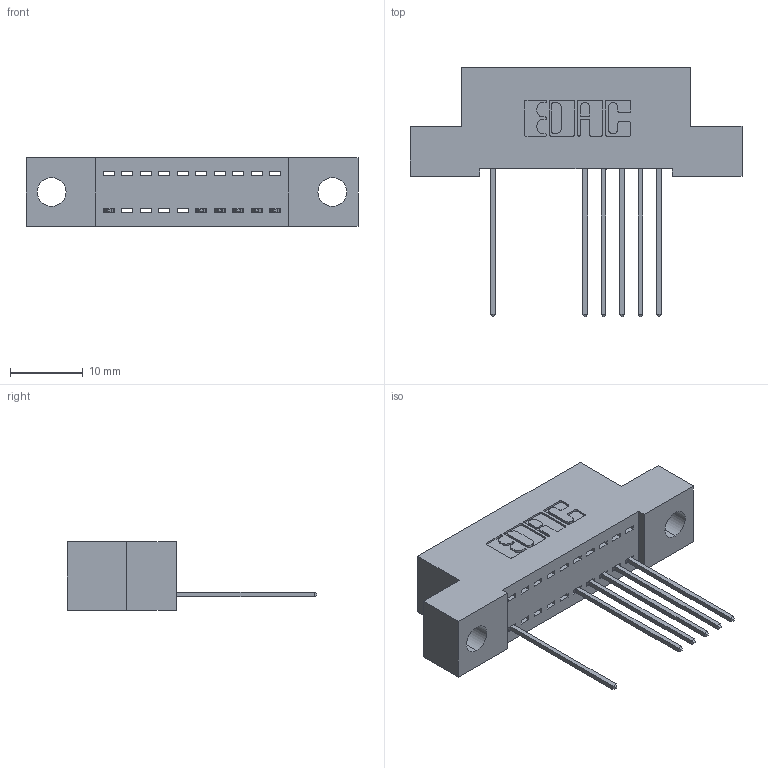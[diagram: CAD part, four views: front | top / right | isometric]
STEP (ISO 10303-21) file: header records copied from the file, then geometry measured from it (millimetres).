
FILE_DESCRIPTION (( 'STEP AP203' ), '1' );
FILE_NAME ('392-010-541-104.STEP', '2018-08-14T20:31:23', ( '' ), ( '' ), 'SwSTEP 2.0', 'SolidWorks 2016', '' );
FILE_SCHEMA (( 'CONFIG_CONTROL_DESIGN' ));
Length unit declared in the file: inch
Products named in the file (3): 342 Part_.156 TH; 345-292-001_345-293-141; 392-010-541-104
Assembly tree (7 placements, depth 2):
  392-010-541-104
    342 Part_.156 TH
    345-292-001_345-293-141  x6
Bounding box: 45.72 x 34.3 x 9.4 mm (x, y, z)
Volume: 3777.9 mm3; surface area: 4644.5 mm2
Topology: 7 solids, 7 shells, 506 faces, 1523 edges, 1006 vertices
Faces by surface type: plane 366, cylinder 140
Entity records: 10013 total; most frequent: CARTESIAN_POINT 1756, ORIENTED_EDGE 1706, DIRECTION 1541, EDGE_CURVE 853, VECTOR 725, LINE 725, VERTEX_POINT 566, AXIS2_PLACEMENT_3D 408
